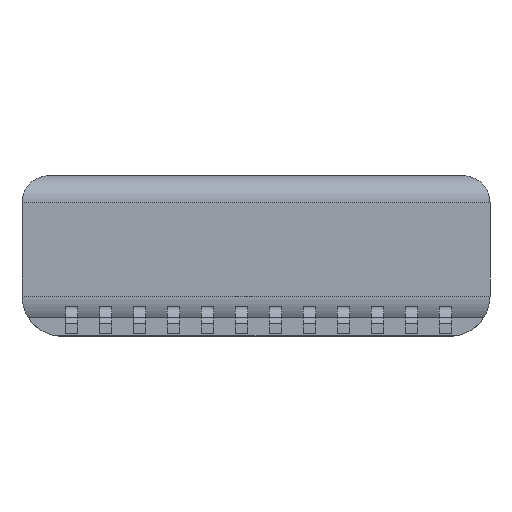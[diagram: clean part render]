
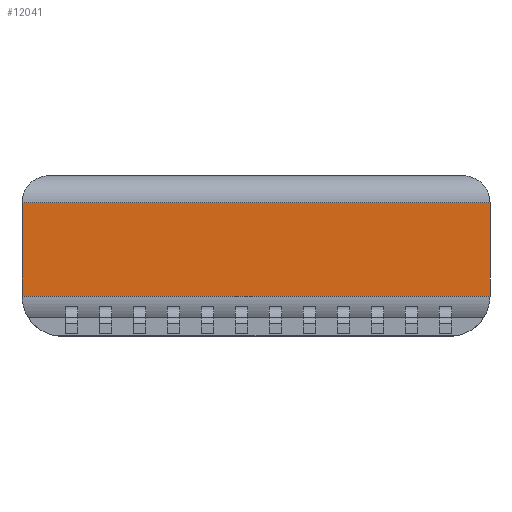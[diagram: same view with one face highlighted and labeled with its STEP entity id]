
A CAD part, left-side view. The second image highlights one B-rep face of the part: STEP entity #12041.
In plain terms, the highlighted planar face has unit normal (-1, 0, 0).
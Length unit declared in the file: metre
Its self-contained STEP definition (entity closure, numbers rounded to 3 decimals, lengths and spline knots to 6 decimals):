
#1864=LINE('',#21048,#3074);
#1866=LINE('',#21052,#3076);
#1867=LINE('',#21054,#3077);
#1868=LINE('',#21056,#3078);
#3074=VECTOR('',#15642,1.);
#3076=VECTOR('',#15646,1.);
#3077=VECTOR('',#15647,1.);
#3078=VECTOR('',#15648,1.);
#6142=ORIENTED_EDGE('',*,*,#8312,.T.);
#6143=ORIENTED_EDGE('',*,*,#8314,.T.);
#6144=ORIENTED_EDGE('',*,*,#8315,.F.);
#6145=ORIENTED_EDGE('',*,*,#8316,.T.);
#8312=EDGE_CURVE('',#9515,#9514,#1864,.T.);
#8314=EDGE_CURVE('',#9514,#9516,#1866,.T.);
#8315=EDGE_CURVE('',#9517,#9516,#1867,.T.);
#8316=EDGE_CURVE('',#9517,#9515,#1868,.F.);
#9514=VERTEX_POINT('',#21047);
#9515=VERTEX_POINT('',#21049);
#9516=VERTEX_POINT('',#21053);
#9517=VERTEX_POINT('',#21055);
#10344=EDGE_LOOP('',(#6142,#6143,#6144,#6145));
#11012=FACE_BOUND('',#10344,.T.);
#11412=PLANE('',#13102);
#12041=ADVANCED_FACE('',(#11012),#11412,.F.);
#13102=AXIS2_PLACEMENT_3D('',#21051,#15644,#15645);
#15642=DIRECTION('',(0.,0.,-1.));
#15644=DIRECTION('',(1.,0.,0.));
#15645=DIRECTION('',(0.,1.,0.));
#15646=DIRECTION('',(0.,-1.,0.));
#15647=DIRECTION('',(0.,0.,-1.));
#15648=DIRECTION('',(0.,-1.,0.));
#21047=CARTESIAN_POINT('',(-0.00605,0.00875,0.0014));
#21048=CARTESIAN_POINT('',(-0.00605,0.00875,0.0059));
#21049=CARTESIAN_POINT('',(-0.00605,0.00875,0.0049));
#21051=CARTESIAN_POINT('',(-0.00605,0.,0.0059));
#21052=CARTESIAN_POINT('',(-0.00605,0.,0.0014));
#21053=CARTESIAN_POINT('',(-0.00605,-0.00875,0.0014));
#21054=CARTESIAN_POINT('',(-0.00605,-0.00875,0.0059));
#21055=CARTESIAN_POINT('',(-0.00605,-0.00875,0.0049));
#21056=CARTESIAN_POINT('',(-0.00605,0.00875,0.0049));
